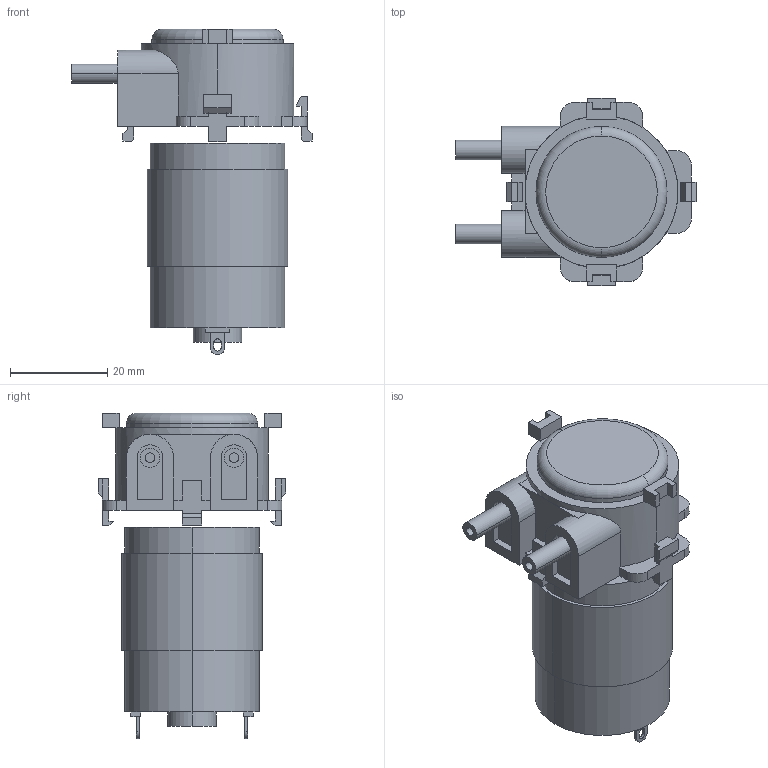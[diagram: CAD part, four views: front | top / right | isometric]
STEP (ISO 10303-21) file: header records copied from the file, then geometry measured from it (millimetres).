
FILE_DESCRIPTION (( 'STEP AP214' ), '1' );
FILE_NAME ('24V_PUMP.STEP', '2021-07-16T03:31:57', ( '' ), ( '' ), 'SwSTEP 2.0', 'SolidWorks 2020', '' );
FILE_SCHEMA (( 'AUTOMOTIVE_DESIGN' ));
Length unit declared in the file: millimetre
Products named in the file (1): 24V_PUMP
Bounding box: 49.5 x 38.7 x 67 mm (x, y, z)
Volume: 42827.4 mm3; surface area: 11844.3 mm2
Topology: 5 solids, 5 shells, 191 faces, 500 edges, 327 vertices
Faces by surface type: plane 143, cylinder 42, torus 6
Entity records: 5937 total; most frequent: CARTESIAN_POINT 1053, ORIENTED_EDGE 1000, DIRECTION 985, EDGE_CURVE 500, LINE 395, VECTOR 395, VERTEX_POINT 327, AXIS2_PLACEMENT_3D 295
